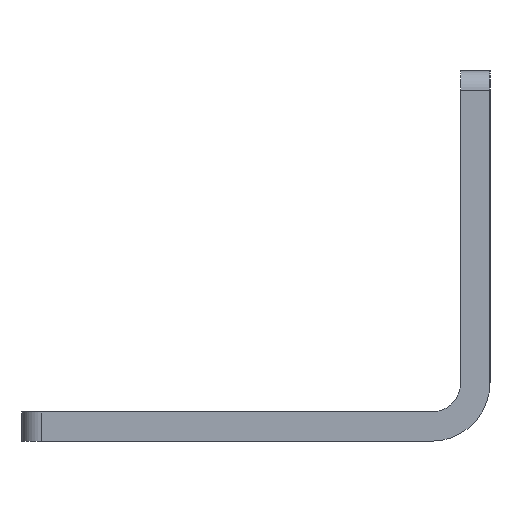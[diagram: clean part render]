
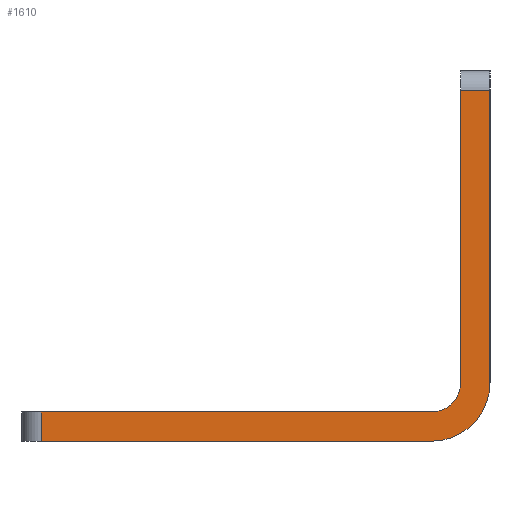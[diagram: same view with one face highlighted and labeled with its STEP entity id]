
A CAD part, left-side view. The second image highlights one B-rep face of the part: STEP entity #1610.
In plain terms, the highlighted planar face has unit normal (-1, 0, 0).
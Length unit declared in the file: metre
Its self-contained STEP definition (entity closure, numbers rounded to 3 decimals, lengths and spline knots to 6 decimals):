
#41=CIRCLE('',#1717,0.0015);
#43=CIRCLE('',#1721,0.003);
#223=ORIENTED_EDGE('',*,*,#565,.T.);
#224=ORIENTED_EDGE('',*,*,#661,.T.);
#225=ORIENTED_EDGE('',*,*,#497,.T.);
#226=ORIENTED_EDGE('',*,*,#653,.T.);
#227=ORIENTED_EDGE('',*,*,#649,.T.);
#228=ORIENTED_EDGE('',*,*,#662,.T.);
#229=ORIENTED_EDGE('',*,*,#634,.T.);
#230=ORIENTED_EDGE('',*,*,#657,.F.);
#497=EDGE_CURVE('',#723,#724,#877,.T.);
#565=EDGE_CURVE('',#792,#791,#942,.T.);
#634=EDGE_CURVE('',#860,#861,#1005,.T.);
#649=EDGE_CURVE('',#874,#873,#1012,.T.);
#653=EDGE_CURVE('',#724,#874,#41,.T.);
#657=EDGE_CURVE('',#792,#861,#43,.T.);
#661=EDGE_CURVE('',#791,#723,#1019,.T.);
#662=EDGE_CURVE('',#873,#860,#1020,.T.);
#723=VERTEX_POINT('',#2205);
#724=VERTEX_POINT('',#2206);
#791=VERTEX_POINT('',#2341);
#792=VERTEX_POINT('',#2343);
#860=VERTEX_POINT('',#2481);
#861=VERTEX_POINT('',#2482);
#873=VERTEX_POINT('',#2510);
#874=VERTEX_POINT('',#2512);
#877=LINE('',#2204,#1081);
#942=LINE('',#2342,#1146);
#1005=LINE('',#2480,#1209);
#1012=LINE('',#2511,#1216);
#1019=LINE('',#2531,#1223);
#1020=LINE('',#2532,#1224);
#1081=VECTOR('',#1798,1.);
#1146=VECTOR('',#1871,1.);
#1209=VECTOR('',#1948,1.);
#1216=VECTOR('',#1975,1.);
#1223=VECTOR('',#2002,1.);
#1224=VECTOR('',#2003,1.);
#1334=EDGE_LOOP('',(#223,#224,#225,#226,#227,#228,#229,#230));
#1458=FACE_BOUND('',#1334,.T.);
#1540=PLANE('',#1724);
#1610=ADVANCED_FACE('',(#1458),#1540,.F.);
#1717=AXIS2_PLACEMENT_3D('',#2519,#1982,#1983);
#1721=AXIS2_PLACEMENT_3D('',#2525,#1992,#1993);
#1724=AXIS2_PLACEMENT_3D('',#2530,#2000,#2001);
#1798=DIRECTION('',(0.,0.,-1.));
#1871=DIRECTION('',(0.,0.,1.));
#1948=DIRECTION('',(0.,-1.,0.));
#1975=DIRECTION('',(0.,1.,0.));
#1982=DIRECTION('',(1.,0.,0.));
#1983=DIRECTION('',(0.,0.,-1.));
#1992=DIRECTION('',(1.,0.,0.));
#1993=DIRECTION('',(0.,0.,-1.));
#2000=DIRECTION('',(1.,0.,0.));
#2001=DIRECTION('',(0.,1.,0.));
#2002=DIRECTION('',(0.,1.,0.));
#2003=DIRECTION('',(0.,0.,-1.));
#2204=CARTESIAN_POINT('',(-0.112775,-0.0105,0.0015));
#2205=CARTESIAN_POINT('',(-0.112775,-0.0105,0.0085));
#2206=CARTESIAN_POINT('',(-0.112775,-0.0105,-0.0065));
#2341=CARTESIAN_POINT('',(-0.112775,-0.012,0.0085));
#2342=CARTESIAN_POINT('',(-0.112775,-0.012,0.0015));
#2343=CARTESIAN_POINT('',(-0.112775,-0.012,-0.0065));
#2480=CARTESIAN_POINT('',(-0.112775,0.0015,-0.0095));
#2481=CARTESIAN_POINT('',(-0.112775,0.011,-0.0095));
#2482=CARTESIAN_POINT('',(-0.112775,-0.009,-0.0095));
#2510=CARTESIAN_POINT('',(-0.112775,0.011,-0.008));
#2511=CARTESIAN_POINT('',(-0.112775,0.0015,-0.008));
#2512=CARTESIAN_POINT('',(-0.112775,-0.009,-0.008));
#2519=CARTESIAN_POINT('',(-0.112775,-0.009,-0.0065));
#2525=CARTESIAN_POINT('',(-0.112775,-0.009,-0.0065));
#2530=CARTESIAN_POINT('',(-0.112775,0.,0.));
#2531=CARTESIAN_POINT('',(-0.112775,-0.0105,0.0085));
#2532=CARTESIAN_POINT('',(-0.112775,0.011,-0.0095));
